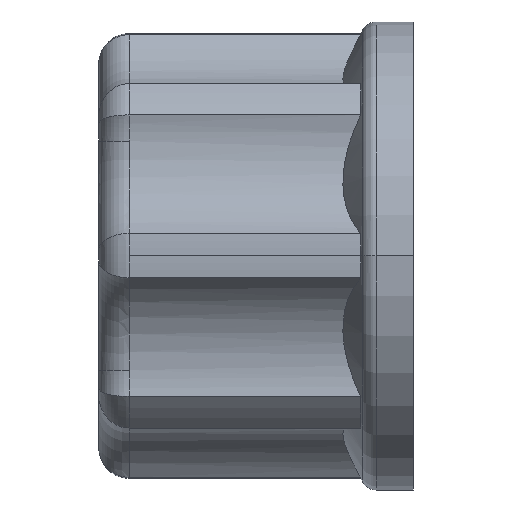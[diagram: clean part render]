
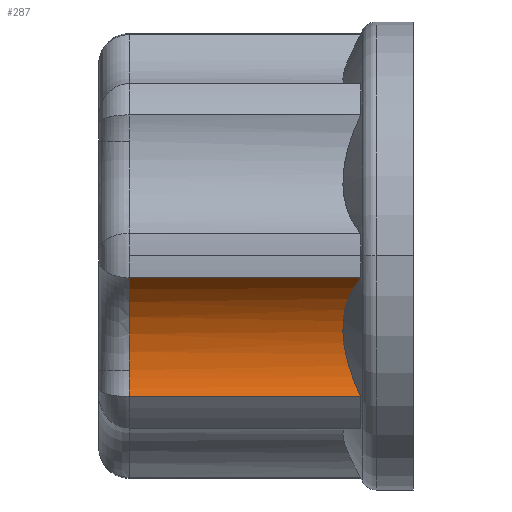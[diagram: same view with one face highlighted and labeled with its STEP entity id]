
A CAD part, top view. The second image highlights one B-rep face of the part: STEP entity #287.
In plain terms, the highlighted cylindrical face has radius 7 mm (diameter 14 mm), a partial arc.
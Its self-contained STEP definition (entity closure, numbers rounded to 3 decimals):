
#148 = EDGE_CURVE ( 'NONE', #1581, #2802, #2446, .T. ) ;
#265 = CARTESIAN_POINT ( 'NONE',  ( -58.8, -7.462, 11.016 ) ) ;
#287 = ADVANCED_FACE ( 'NONE', ( #2191 ), #2477, .F. ) ;
#341 = CARTESIAN_POINT ( 'NONE',  ( -43.733, -1.452, 14.427 ) ) ;
#353 = CARTESIAN_POINT ( 'NONE',  ( -58.8, -9.175, 11.228 ) ) ;
#555 = DIRECTION ( 'NONE',  ( 0., 0., -1. ) ) ;
#564 = DIRECTION ( 'NONE',  ( -1., 0., 0. ) ) ;
#572 = CARTESIAN_POINT ( 'NONE',  ( -58.8, -7.462, 18.016 ) ) ;
#574 = DIRECTION ( 'NONE',  ( 0., 0., 1. ) ) ;
#610 = DIRECTION ( 'NONE',  ( -1., 0., 0. ) ) ;
#625 = CARTESIAN_POINT ( 'NONE',  ( -43.733, -9.175, 11.228 ) ) ;
#631 = CARTESIAN_POINT ( 'NONE',  ( 0.712, -7.462, 18.016 ) ) ;
#645 = ORIENTED_EDGE ( 'NONE', *, *, #2423, .T. ) ;
#743 = VERTEX_POINT ( 'NONE', #265 ) ;
#799 = AXIS2_PLACEMENT_3D ( 'NONE', #1604, #1590, #1579 ) ;
#883 = CARTESIAN_POINT ( 'NONE',  ( -43.897, -1.634, 14.123 ) ) ;
#950 = DIRECTION ( 'NONE',  ( -1., 0., 0. ) ) ;
#959 = CIRCLE ( 'NONE', #2275, 7. ) ;
#999 = CARTESIAN_POINT ( 'NONE',  ( 0.712, -1.452, 14.427 ) ) ;
#1006 = EDGE_CURVE ( 'NONE', #1581, #1974, #1443, .T. ) ;
#1311 = EDGE_LOOP ( 'NONE', ( #2294, #645, #2110, #1614, #1671 ) ) ;
#1440 = CARTESIAN_POINT ( 'NONE',  ( -58.8, -1.452, 14.427 ) ) ;
#1441 = CARTESIAN_POINT ( 'NONE',  ( -44.887, -4.596, 11.626 ) ) ;
#1443 = B_SPLINE_CURVE_WITH_KNOTS ( 'NONE', 3,
 ( #2514, #883, #2117, #2664, #2472, #2638, #2530, #2456, #2464, #1534, #1457, #2134, #1441, #2040, #1936, #1953, #1955, #1976, #1980, #2009, #2151, #2072 ),
 .UNSPECIFIED., .F., .F.,
 ( 4, 2, 2, 2, 2, 2, 2, 2, 2, 2, 4 ),
 ( 0., 0.001, 0.002, 0.002, 0.003, 0.004, 0.005, 0.006, 0.007, 0.008, 0.009 ),
 .UNSPECIFIED. ) ;
#1457 = CARTESIAN_POINT ( 'NONE',  ( -44.85, -4.073, 11.888 ) ) ;
#1534 = CARTESIAN_POINT ( 'NONE',  ( -44.829, -3.907, 11.983 ) ) ;
#1571 = VERTEX_POINT ( 'NONE', #353 ) ;
#1579 = DIRECTION ( 'NONE',  ( 0., 0., -1. ) ) ;
#1581 = VERTEX_POINT ( 'NONE', #341 ) ;
#1590 = DIRECTION ( 'NONE',  ( -1., 0., 0. ) ) ;
#1604 = CARTESIAN_POINT ( 'NONE',  ( -58.8, -7.462, 18.016 ) ) ;
#1614 = ORIENTED_EDGE ( 'NONE', *, *, #1786, .F. ) ;
#1671 = ORIENTED_EDGE ( 'NONE', *, *, #1006, .F. ) ;
#1786 = EDGE_CURVE ( 'NONE', #1974, #1571, #2369, .T. ) ;
#1870 = CARTESIAN_POINT ( 'NONE',  ( 0.712, -9.175, 11.228 ) ) ;
#1887 = DIRECTION ( 'NONE',  ( -1., 0., 0. ) ) ;
#1898 = VECTOR ( 'NONE', #950, 1000. ) ;
#1936 = CARTESIAN_POINT ( 'NONE',  ( -44.859, -5.503, 11.285 ) ) ;
#1951 = EDGE_CURVE ( 'NONE', #743, #1571, #959, .T. ) ;
#1953 = CARTESIAN_POINT ( 'NONE',  ( -44.748, -6.251, 11.111 ) ) ;
#1955 = CARTESIAN_POINT ( 'NONE',  ( -44.664, -6.633, 11.055 ) ) ;
#1974 = VERTEX_POINT ( 'NONE', #625 ) ;
#1976 = CARTESIAN_POINT ( 'NONE',  ( -44.456, -7.379, 11.006 ) ) ;
#1980 = CARTESIAN_POINT ( 'NONE',  ( -44.332, -7.749, 11.012 ) ) ;
#2009 = CARTESIAN_POINT ( 'NONE',  ( -44.052, -8.477, 11.08 ) ) ;
#2040 = CARTESIAN_POINT ( 'NONE',  ( -44.888, -5.136, 11.402 ) ) ;
#2072 = CARTESIAN_POINT ( 'NONE',  ( -43.733, -9.175, 11.228 ) ) ;
#2110 = ORIENTED_EDGE ( 'NONE', *, *, #1951, .T. ) ;
#2117 = CARTESIAN_POINT ( 'NONE',  ( -44.05, -1.839, 13.831 ) ) ;
#2134 = CARTESIAN_POINT ( 'NONE',  ( -44.88, -4.417, 11.71 ) ) ;
#2151 = CARTESIAN_POINT ( 'NONE',  ( -43.898, -8.83, 11.141 ) ) ;
#2191 = FACE_OUTER_BOUND ( 'NONE', #1311, .T. ) ;
#2275 = AXIS2_PLACEMENT_3D ( 'NONE', #572, #564, #555 ) ;
#2294 = ORIENTED_EDGE ( 'NONE', *, *, #148, .T. ) ;
#2369 = LINE ( 'NONE', #1870, #2420 ) ;
#2420 = VECTOR ( 'NONE', #1887, 1000. ) ;
#2423 = EDGE_CURVE ( 'NONE', #2802, #743, #2515, .T. ) ;
#2446 = LINE ( 'NONE', #999, #1898 ) ;
#2456 = CARTESIAN_POINT ( 'NONE',  ( -44.662, -3.121, 12.512 ) ) ;
#2464 = CARTESIAN_POINT ( 'NONE',  ( -44.744, -3.423, 12.286 ) ) ;
#2472 = CARTESIAN_POINT ( 'NONE',  ( -44.324, -2.306, 13.278 ) ) ;
#2477 = CYLINDRICAL_SURFACE ( 'NONE', #2678, 7. ) ;
#2514 = CARTESIAN_POINT ( 'NONE',  ( -43.733, -1.452, 14.427 ) ) ;
#2515 = CIRCLE ( 'NONE', #799, 7. ) ;
#2530 = CARTESIAN_POINT ( 'NONE',  ( -44.505, -2.698, 12.884 ) ) ;
#2638 = CARTESIAN_POINT ( 'NONE',  ( -44.447, -2.562, 13.014 ) ) ;
#2664 = CARTESIAN_POINT ( 'NONE',  ( -44.258, -2.184, 13.414 ) ) ;
#2678 = AXIS2_PLACEMENT_3D ( 'NONE', #631, #610, #574 ) ;
#2802 = VERTEX_POINT ( 'NONE', #1440 ) ;
